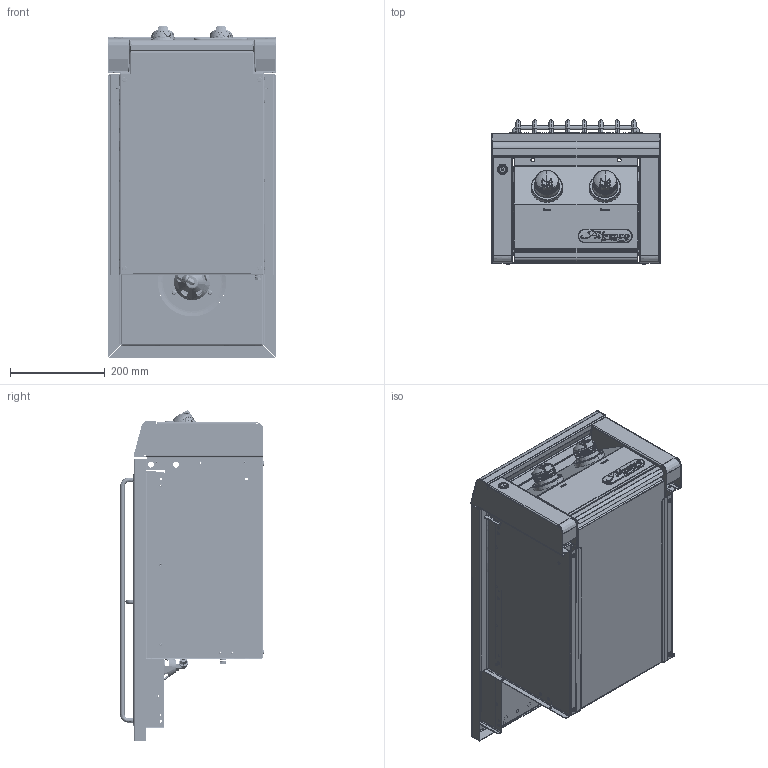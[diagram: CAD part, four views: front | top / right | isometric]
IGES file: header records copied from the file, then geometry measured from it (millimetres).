
Start section: SolidWorks IGES file using analytic representation for surfaces
Global section: file name: AXESB-2.IGS; native system: SolidWorks 2017; preprocessor: SolidWorks 2017; author: jorge; date: 181004.141731; units: inch
Bounding box: 355.6 x 304.3 x 702.58 mm (x, y, z)
Surface area: 2499607.4 mm2 (no closed solid volume)
Topology: 0 solids, 0 shells, 1827 faces, 25535 edges, 25520 vertices
Faces by surface type: revolution 971, bspline 856
